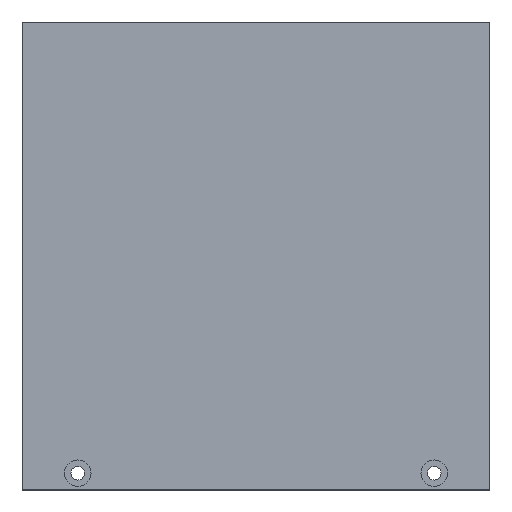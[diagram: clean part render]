
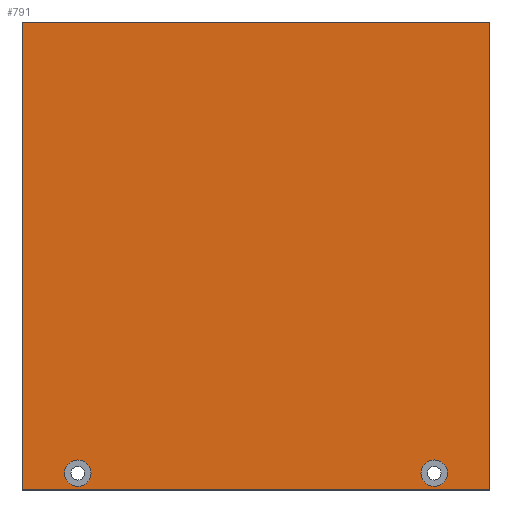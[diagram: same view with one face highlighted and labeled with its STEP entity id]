
A CAD part, top view. The second image highlights one B-rep face of the part: STEP entity #791.
In plain terms, the highlighted planar face has unit normal (0, 0, 1).
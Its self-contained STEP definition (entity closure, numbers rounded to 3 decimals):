
#36 = DIRECTION ( 'NONE',  ( 1., 0., 0. ) ) ;
#37 = EDGE_CURVE ( 'NONE', #721, #335, #747, .T. ) ;
#43 = ORIENTED_EDGE ( 'NONE', *, *, #943, .T. ) ;
#75 = EDGE_CURVE ( 'NONE', #235, #190, #397, .T. ) ;
#100 = CARTESIAN_POINT ( 'NONE',  ( 29.619, -39., 8. ) ) ;
#101 = EDGE_LOOP ( 'NONE', ( #726, #983 ) ) ;
#105 = DIRECTION ( 'NONE',  ( 0., 0., 1. ) ) ;
#108 = DIRECTION ( 'NONE',  ( 1., 0., 0. ) ) ;
#131 = DIRECTION ( 'NONE',  ( -1., 0., 0. ) ) ;
#158 = ORIENTED_EDGE ( 'NONE', *, *, #254, .T. ) ;
#173 = FACE_BOUND ( 'NONE', #904, .T. ) ;
#184 = AXIS2_PLACEMENT_3D ( 'NONE', #296, #1013, #36 ) ;
#190 = VERTEX_POINT ( 'NONE', #100 ) ;
#192 = DIRECTION ( 'NONE',  ( 0., 0., 1. ) ) ;
#235 = VERTEX_POINT ( 'NONE', #822 ) ;
#243 = EDGE_CURVE ( 'NONE', #190, #235, #501, .T. ) ;
#254 = EDGE_CURVE ( 'NONE', #709, #893, #661, .T. ) ;
#267 = EDGE_CURVE ( 'NONE', #335, #721, #994, .T. ) ;
#276 = AXIS2_PLACEMENT_3D ( 'NONE', #670, #105, #587 ) ;
#285 = CARTESIAN_POINT ( 'NONE',  ( -42., 42., 8. ) ) ;
#296 = CARTESIAN_POINT ( 'NONE',  ( -32., -39., 8. ) ) ;
#314 = PLANE ( 'NONE',  #834 ) ;
#329 = CARTESIAN_POINT ( 'NONE',  ( 32., -39., 8. ) ) ;
#330 = VERTEX_POINT ( 'NONE', #683 ) ;
#335 = VERTEX_POINT ( 'NONE', #1008 ) ;
#361 = VECTOR ( 'NONE', #555, 1000. ) ;
#391 = FACE_BOUND ( 'NONE', #101, .T. ) ;
#397 = CIRCLE ( 'NONE', #612, 2.381 ) ;
#477 = CARTESIAN_POINT ( 'NONE',  ( 42., 42., 8. ) ) ;
#479 = CARTESIAN_POINT ( 'NONE',  ( -42., 42., 8. ) ) ;
#501 = CIRCLE ( 'NONE', #850, 2.381 ) ;
#503 = VECTOR ( 'NONE', #131, 1000. ) ;
#527 = CARTESIAN_POINT ( 'NONE',  ( 32., -39., 8. ) ) ;
#535 = LINE ( 'NONE', #785, #655 ) ;
#547 = VECTOR ( 'NONE', #108, 1000. ) ;
#555 = DIRECTION ( 'NONE',  ( 0., -1., 0. ) ) ;
#564 = ORIENTED_EDGE ( 'NONE', *, *, #678, .T. ) ;
#577 = ORIENTED_EDGE ( 'NONE', *, *, #75, .F. ) ;
#587 = DIRECTION ( 'NONE',  ( 1., 0., 0. ) ) ;
#590 = CARTESIAN_POINT ( 'NONE',  ( -42., -42., 8. ) ) ;
#612 = AXIS2_PLACEMENT_3D ( 'NONE', #527, #862, #854 ) ;
#620 = CARTESIAN_POINT ( 'NONE',  ( -29.619, -39., 8. ) ) ;
#633 = LINE ( 'NONE', #479, #361 ) ;
#641 = DIRECTION ( 'NONE',  ( 0., 1., 0. ) ) ;
#647 = DIRECTION ( 'NONE',  ( 1., 0., 0. ) ) ;
#650 = ORIENTED_EDGE ( 'NONE', *, *, #243, .F. ) ;
#655 = VECTOR ( 'NONE', #641, 1000. ) ;
#661 = LINE ( 'NONE', #590, #547 ) ;
#670 = CARTESIAN_POINT ( 'NONE',  ( -32., -39., 8. ) ) ;
#678 = EDGE_CURVE ( 'NONE', #892, #330, #1020, .T. ) ;
#683 = CARTESIAN_POINT ( 'NONE',  ( -42., 42., 8. ) ) ;
#686 = CARTESIAN_POINT ( 'NONE',  ( -42., -42., 8. ) ) ;
#709 = VERTEX_POINT ( 'NONE', #686 ) ;
#716 = CARTESIAN_POINT ( 'NONE',  ( 42., -42., 8. ) ) ;
#721 = VERTEX_POINT ( 'NONE', #620 ) ;
#726 = ORIENTED_EDGE ( 'NONE', *, *, #37, .F. ) ;
#737 = DIRECTION ( 'NONE',  ( 1., 0., 0. ) ) ;
#738 = ORIENTED_EDGE ( 'NONE', *, *, #987, .T. ) ;
#747 = CIRCLE ( 'NONE', #184, 2.381 ) ;
#785 = CARTESIAN_POINT ( 'NONE',  ( 42., 42., 8. ) ) ;
#791 = ADVANCED_FACE ( 'NONE', ( #391, #173, #1037 ), #314, .T. ) ;
#822 = CARTESIAN_POINT ( 'NONE',  ( 34.381, -39., 8. ) ) ;
#834 = AXIS2_PLACEMENT_3D ( 'NONE', #890, #894, #647 ) ;
#850 = AXIS2_PLACEMENT_3D ( 'NONE', #329, #192, #737 ) ;
#854 = DIRECTION ( 'NONE',  ( 1., 0., 0. ) ) ;
#859 = EDGE_LOOP ( 'NONE', ( #43, #564, #738, #158 ) ) ;
#862 = DIRECTION ( 'NONE',  ( 0., 0., 1. ) ) ;
#890 = CARTESIAN_POINT ( 'NONE',  ( 0., 0., 8. ) ) ;
#892 = VERTEX_POINT ( 'NONE', #477 ) ;
#893 = VERTEX_POINT ( 'NONE', #716 ) ;
#894 = DIRECTION ( 'NONE',  ( 0., 0., 1. ) ) ;
#904 = EDGE_LOOP ( 'NONE', ( #577, #650 ) ) ;
#943 = EDGE_CURVE ( 'NONE', #893, #892, #535, .T. ) ;
#983 = ORIENTED_EDGE ( 'NONE', *, *, #267, .F. ) ;
#987 = EDGE_CURVE ( 'NONE', #330, #709, #633, .T. ) ;
#994 = CIRCLE ( 'NONE', #276, 2.381 ) ;
#1008 = CARTESIAN_POINT ( 'NONE',  ( -34.381, -39., 8. ) ) ;
#1013 = DIRECTION ( 'NONE',  ( 0., 0., 1. ) ) ;
#1020 = LINE ( 'NONE', #285, #503 ) ;
#1037 = FACE_OUTER_BOUND ( 'NONE', #859, .T. ) ;
